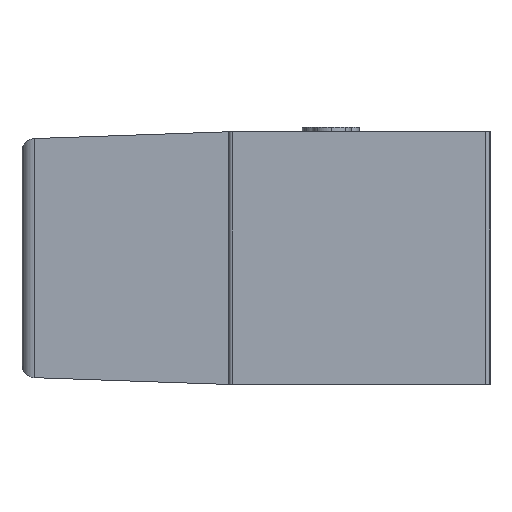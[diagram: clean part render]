
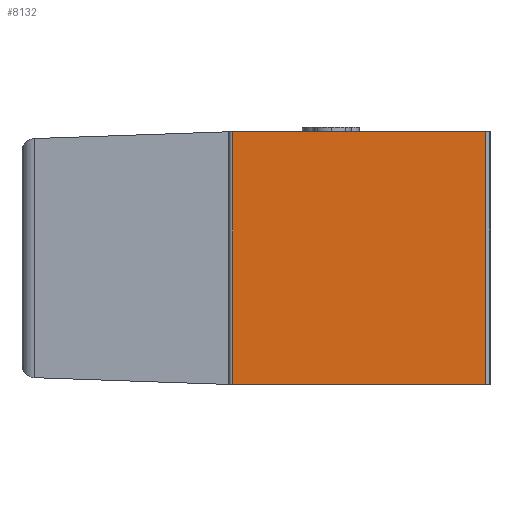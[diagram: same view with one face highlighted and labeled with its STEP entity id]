
A CAD part, left-side view. The second image highlights one B-rep face of the part: STEP entity #8132.
In plain terms, the highlighted planar face has unit normal (-1, 0, 0).
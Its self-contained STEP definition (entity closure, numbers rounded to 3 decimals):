
#19 = ORIENTED_EDGE ( 'NONE', *, *, #12168, .T. ) ;
#760 = CARTESIAN_POINT ( 'NONE',  ( -0.85, -0.3, -0.6 ) ) ;
#935 = ORIENTED_EDGE ( 'NONE', *, *, #5445, .F. ) ;
#947 = DIRECTION ( 'NONE',  ( 0., 0., 1. ) ) ;
#1136 = VECTOR ( 'NONE', #11525, 1000. ) ;
#2719 = PLANE ( 'NONE',  #12104 ) ;
#3106 = CARTESIAN_POINT ( 'NONE',  ( -0.85, 0.3, 0. ) ) ;
#3130 = LINE ( 'NONE', #7326, #1136 ) ;
#3291 = VECTOR ( 'NONE', #12817, 1000. ) ;
#4429 = LINE ( 'NONE', #8645, #3291 ) ;
#4904 = DIRECTION ( 'NONE',  ( 1., 0., 0. ) ) ;
#5106 = VECTOR ( 'NONE', #947, 1000. ) ;
#5135 = LINE ( 'NONE', #9349, #8913 ) ;
#5445 = EDGE_CURVE ( 'NONE', #7483, #7968, #5135, .T. ) ;
#5454 = ORIENTED_EDGE ( 'NONE', *, *, #12512, .F. ) ;
#6131 = LINE ( 'NONE', #10331, #5106 ) ;
#6426 = CARTESIAN_POINT ( 'NONE',  ( -0.85, -0.3, 0. ) ) ;
#6871 = EDGE_LOOP ( 'NONE', ( #19, #5454, #935, #8214 ) ) ;
#6987 = VERTEX_POINT ( 'NONE', #3106 ) ;
#7326 = CARTESIAN_POINT ( 'NONE',  ( -0.85, 0.3, -0.6 ) ) ;
#7483 = VERTEX_POINT ( 'NONE', #13151 ) ;
#7968 = VERTEX_POINT ( 'NONE', #12030 ) ;
#8132 = ADVANCED_FACE ( 'NONE', ( #12121 ), #2719, .F. ) ;
#8214 = ORIENTED_EDGE ( 'NONE', *, *, #9668, .T. ) ;
#8645 = CARTESIAN_POINT ( 'NONE',  ( -0.85, -0.3, 0. ) ) ;
#8913 = VECTOR ( 'NONE', #13500, 1000. ) ;
#9117 = DIRECTION ( 'NONE',  ( 0., 1., 0. ) ) ;
#9349 = CARTESIAN_POINT ( 'NONE',  ( -0.85, -0.3, -0.6 ) ) ;
#9668 = EDGE_CURVE ( 'NONE', #7483, #12535, #6131, .T. ) ;
#10331 = CARTESIAN_POINT ( 'NONE',  ( -0.85, -0.3, -0.6 ) ) ;
#11525 = DIRECTION ( 'NONE',  ( 0., 0., 1. ) ) ;
#12030 = CARTESIAN_POINT ( 'NONE',  ( -0.85, 0.3, -0.6 ) ) ;
#12104 = AXIS2_PLACEMENT_3D ( 'NONE', #760, #4904, #9117 ) ;
#12121 = FACE_OUTER_BOUND ( 'NONE', #6871, .T. ) ;
#12168 = EDGE_CURVE ( 'NONE', #12535, #6987, #4429, .T. ) ;
#12512 = EDGE_CURVE ( 'NONE', #7968, #6987, #3130, .T. ) ;
#12535 = VERTEX_POINT ( 'NONE', #6426 ) ;
#12817 = DIRECTION ( 'NONE',  ( 0., 1., 0. ) ) ;
#13151 = CARTESIAN_POINT ( 'NONE',  ( -0.85, -0.3, -0.6 ) ) ;
#13500 = DIRECTION ( 'NONE',  ( 0., 1., 0. ) ) ;
